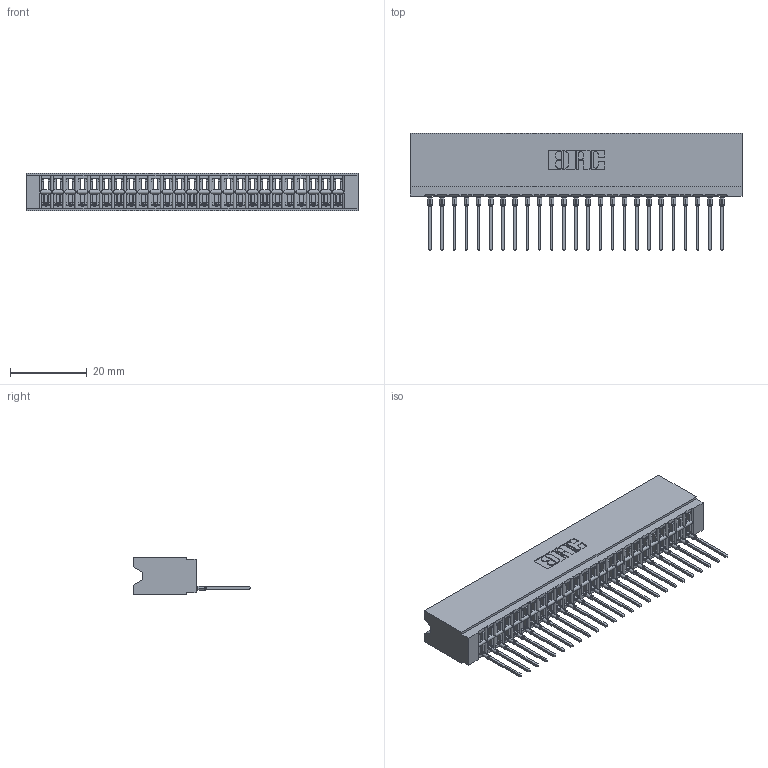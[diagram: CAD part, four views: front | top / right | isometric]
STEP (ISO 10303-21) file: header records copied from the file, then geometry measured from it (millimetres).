
FILE_DESCRIPTION (( 'STEP AP203' ), '1' );
FILE_NAME ('746-025-545-506.STEP', '2026-02-27T23:12:46', ( '' ), ( '' ), 'SwSTEP 2.0', 'SolidWorks 2023', '' );
FILE_SCHEMA (( 'CONFIG_CONTROL_DESIGN' ));
Length unit declared in the file: millimetre
Products named in the file (3): 746-025-545-506; 746-292-001_545; 746 Part_.340 Slot Depth - 06
Assembly tree (26 placements, depth 2):
  746-025-545-506
    746 Part_.340 Slot Depth - 06
    746-292-001_545  x25
Bounding box: 86.61 x 30.59 x 9.91 mm (x, y, z)
Volume: 9873.2 mm3; surface area: 13425.6 mm2
Topology: 26 solids, 26 shells, 2798 faces, 7940 edges, 5100 vertices
Faces by surface type: plane 1631, cylinder 517, bspline 500, torus 150
Entity records: 40195 total; most frequent: CARTESIAN_POINT 8273, ORIENTED_EDGE 7000, DIRECTION 5824, EDGE_CURVE 3500, LINE 3066, VECTOR 3066, VERTEX_POINT 2316, AXIS2_PLACEMENT_3D 1379
